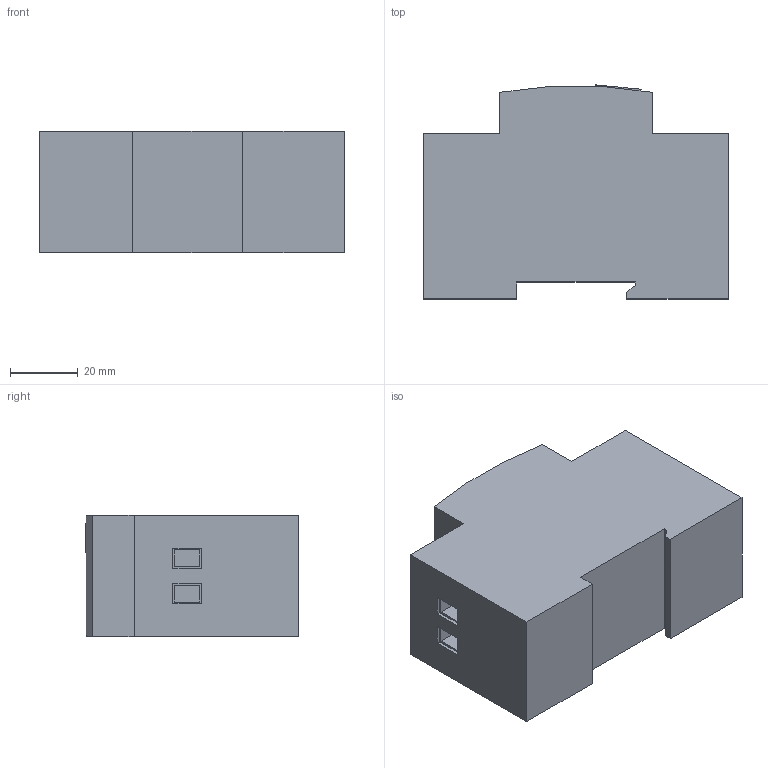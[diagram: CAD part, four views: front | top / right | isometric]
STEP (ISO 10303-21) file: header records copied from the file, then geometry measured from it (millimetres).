
FILE_DESCRIPTION((''),'2;1');
FILE_NAME('ZT_2M_ASM','2020-10-26T',('marketing.praksa'),('Audax d.o.o.'),'CREO PARAMETRIC BY PTC INC, 2017480','CREO PARAMETRIC BY PTC INC, 2017480','');
FILE_SCHEMA(('AUTOMOTIVE_DESIGN { 1 0 10303 214 1 1 1 1 }'));
Length unit declared in the file: millimetre
Products named in the file (24): OPEN_CASCADE_STEP_TRANSLATOR-57; OPEN_CASCADE_STEP_TRANSLAT-2852; OPEN_CASCADE_STEP_TRANSLAT-3517; OPEN_CASCADE_STEP_TRANSLAT-4182; OPEN_CASCADE_STEP_TRANSLAT-4847; OPEN_CASCADE_STEP_TRANSLAT-5512; OPEN_CASCADE_STEP_TRANSLAT-6512; OPEN_CASCADE_STEP_TRANSLAT-7512; OPEN_CASCADE_STEP_TRANSLAT-8512; OPEN_CASCADE_STEP_TRANSLATOR-10_ASM; OPEN_CASCADE_STEP_TRANSLATOR__2_ASM; 200__LOGO_ASM_1_ASM_1_1_ASM; TRAFO_ASM_1_ASM_1_1_ASM; CTR30_50_5_ASM_1_1_ASM; ASM0003_ASM; OPEN_CASCADE_STEP_TRANSLATOR__3; OPEN_CASCADE_STEP_TRANSLAT-21_3; OPEN_CASCADE_STEP_TRANSLAT-28_3; OPEN_CASCADE_STEP_TRANSLATOR__4_ASM; 200__LOGO_ASM_1_ASM_1_1_2_ASM; TRAFO_ASM_1_ASM_1_1_2_ASM; CTR30_50_5_ASM_1_1_2_ASM; ASM0004_ASM; ZT_2M_ASM
Assembly tree (23 placements, depth 7):
  ZT_2M_ASM
    OPEN_CASCADE_STEP_TRANSLATOR-10_ASM
      OPEN_CASCADE_STEP_TRANSLATOR-57
      OPEN_CASCADE_STEP_TRANSLAT-2852
      OPEN_CASCADE_STEP_TRANSLAT-3517
      OPEN_CASCADE_STEP_TRANSLAT-4182
      OPEN_CASCADE_STEP_TRANSLAT-4847
      OPEN_CASCADE_STEP_TRANSLAT-5512
      OPEN_CASCADE_STEP_TRANSLAT-6512
      OPEN_CASCADE_STEP_TRANSLAT-7512
      OPEN_CASCADE_STEP_TRANSLAT-8512
    ASM0003_ASM
      CTR30_50_5_ASM_1_1_ASM
        TRAFO_ASM_1_ASM_1_1_ASM
          200__LOGO_ASM_1_ASM_1_1_ASM
            OPEN_CASCADE_STEP_TRANSLATOR__2_ASM
    ASM0004_ASM
      CTR30_50_5_ASM_1_1_2_ASM
        TRAFO_ASM_1_ASM_1_1_2_ASM
          200__LOGO_ASM_1_ASM_1_1_2_ASM
            OPEN_CASCADE_STEP_TRANSLATOR__4_ASM
              OPEN_CASCADE_STEP_TRANSLATOR__3
              OPEN_CASCADE_STEP_TRANSLAT-21_3
              OPEN_CASCADE_STEP_TRANSLAT-28_3
Bounding box: 90 x 63.18 x 36 mm (x, y, z)
Volume: 172002.8 mm3; surface area: 24559.7 mm2
Topology: 12 solids, 12 shells, 194 faces, 524 edges, 350 vertices
Faces by surface type: plane 149, cylinder 33, sphere 12
Entity records: 10334 total; most frequent: CARTESIAN_POINT 1294, DIRECTION 1152, ORIENTED_EDGE 1024, PRESENTATION_STYLE_ASSIGNMENT 718, STYLED_ITEM 718, CURVE_STYLE 512, EDGE_CURVE 512, AXIS2_PLACEMENT_3D 408
